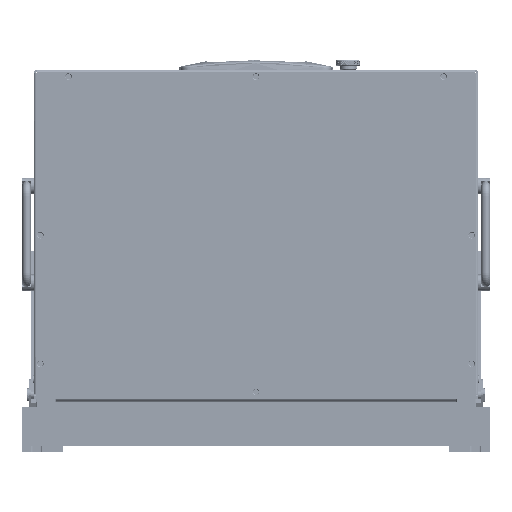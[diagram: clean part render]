
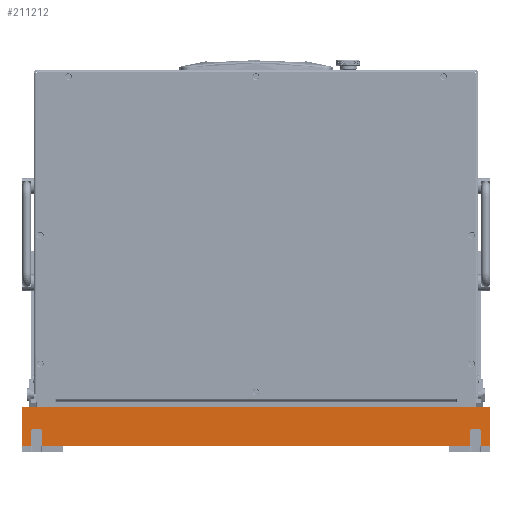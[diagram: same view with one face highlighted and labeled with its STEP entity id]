
A CAD part, front view. The second image highlights one B-rep face of the part: STEP entity #211212.
In plain terms, the highlighted planar face has unit normal (0, -1, 0).
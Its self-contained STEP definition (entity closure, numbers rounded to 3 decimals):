
#1282 = CARTESIAN_POINT ( 'NONE',  ( 230., -4., 5. ) ) ;
#3158 = EDGE_CURVE ( 'NONE', #143727, #21521, #130581, .T. ) ;
#5492 = AXIS2_PLACEMENT_3D ( 'NONE', #126943, #17407, #69694 ) ;
#7786 = CARTESIAN_POINT ( 'NONE',  ( -221., -4., 20. ) ) ;
#8432 = CARTESIAN_POINT ( 'NONE',  ( 221., -4., 20. ) ) ;
#12637 = ORIENTED_EDGE ( 'NONE', *, *, #84982, .T. ) ;
#15105 = ORIENTED_EDGE ( 'NONE', *, *, #79069, .T. ) ;
#15294 = ORIENTED_EDGE ( 'NONE', *, *, #135864, .F. ) ;
#15733 = LINE ( 'NONE', #50658, #105369 ) ;
#17407 = DIRECTION ( 'NONE',  ( 0., 1., 0. ) ) ;
#17641 = AXIS2_PLACEMENT_3D ( 'NONE', #106742, #224668, #91716 ) ;
#18577 = EDGE_CURVE ( 'NONE', #242169, #166640, #133230, .T. ) ;
#21521 = VERTEX_POINT ( 'NONE', #209774 ) ;
#21935 = CARTESIAN_POINT ( 'NONE',  ( 224., -4., 5. ) ) ;
#24397 = DIRECTION ( 'NONE',  ( 0., 0., 1. ) ) ;
#25918 = EDGE_CURVE ( 'NONE', #55159, #26223, #15733, .T. ) ;
#26223 = VERTEX_POINT ( 'NONE', #189377 ) ;
#28425 = ORIENTED_EDGE ( 'NONE', *, *, #25918, .T. ) ;
#29248 = LINE ( 'NONE', #86411, #30606 ) ;
#30212 = VECTOR ( 'NONE', #237001, 1000. ) ;
#30606 = VECTOR ( 'NONE', #162293, 1000. ) ;
#31455 = VECTOR ( 'NONE', #47598, 1000. ) ;
#38293 = CARTESIAN_POINT ( 'NONE',  ( 221., -4., 20. ) ) ;
#38997 = PLANE ( 'NONE',  #214703 ) ;
#41011 = CIRCLE ( 'NONE', #195825, 3. ) ;
#41891 = CARTESIAN_POINT ( 'NONE',  ( 233., -4., 20. ) ) ;
#47598 = DIRECTION ( 'NONE',  ( 0., 0., 1. ) ) ;
#50658 = CARTESIAN_POINT ( 'NONE',  ( -233., -4., 20. ) ) ;
#51878 = ORIENTED_EDGE ( 'NONE', *, *, #18577, .F. ) ;
#51950 = VERTEX_POINT ( 'NONE', #176411 ) ;
#52150 = EDGE_CURVE ( 'NONE', #166640, #125341, #228318, .T. ) ;
#52240 = LINE ( 'NONE', #185187, #228348 ) ;
#55159 = VERTEX_POINT ( 'NONE', #105758 ) ;
#61464 = EDGE_CURVE ( 'NONE', #51950, #67425, #29248, .T. ) ;
#63189 = VERTEX_POINT ( 'NONE', #198028 ) ;
#64228 = CARTESIAN_POINT ( 'NONE',  ( -230., -4., 2. ) ) ;
#67115 = VECTOR ( 'NONE', #101707, 1000. ) ;
#67157 = EDGE_CURVE ( 'NONE', #74388, #80795, #195453, .T. ) ;
#67425 = VERTEX_POINT ( 'NONE', #116941 ) ;
#69694 = DIRECTION ( 'NONE',  ( 0., 0., -1. ) ) ;
#70886 = DIRECTION ( 'NONE',  ( 0., 0., -1. ) ) ;
#70901 = ORIENTED_EDGE ( 'NONE', *, *, #134920, .T. ) ;
#74388 = VERTEX_POINT ( 'NONE', #102858 ) ;
#74691 = VERTEX_POINT ( 'NONE', #103782 ) ;
#76401 = VERTEX_POINT ( 'NONE', #106999 ) ;
#76669 = CARTESIAN_POINT ( 'NONE',  ( 242., -4., 20. ) ) ;
#77462 = FACE_OUTER_BOUND ( 'NONE', #116991, .T. ) ;
#79069 = EDGE_CURVE ( 'NONE', #142475, #171163, #142710, .T. ) ;
#80795 = VERTEX_POINT ( 'NONE', #145548 ) ;
#84982 = EDGE_CURVE ( 'NONE', #242169, #74691, #210853, .T. ) ;
#86411 = CARTESIAN_POINT ( 'NONE',  ( 230., -4., 2. ) ) ;
#91716 = DIRECTION ( 'NONE',  ( 0., 0., -1. ) ) ;
#93236 = EDGE_CURVE ( 'NONE', #67425, #142475, #108414, .T. ) ;
#96054 = EDGE_CURVE ( 'NONE', #74691, #51950, #41011, .T. ) ;
#98567 = EDGE_CURVE ( 'NONE', #76401, #55159, #172106, .T. ) ;
#99270 = LINE ( 'NONE', #102932, #67115 ) ;
#101707 = DIRECTION ( 'NONE',  ( 1., 0., 0. ) ) ;
#102858 = CARTESIAN_POINT ( 'NONE',  ( -242., -4., -20. ) ) ;
#102932 = CARTESIAN_POINT ( 'NONE',  ( -242., -4., 20. ) ) ;
#102977 = ORIENTED_EDGE ( 'NONE', *, *, #61464, .T. ) ;
#103782 = CARTESIAN_POINT ( 'NONE',  ( 233., -4., 5. ) ) ;
#105369 = VECTOR ( 'NONE', #239539, 1000. ) ;
#105758 = CARTESIAN_POINT ( 'NONE',  ( -233., -4., 5. ) ) ;
#106742 = CARTESIAN_POINT ( 'NONE',  ( -224., -4., 5. ) ) ;
#106999 = CARTESIAN_POINT ( 'NONE',  ( -230., -4., 2. ) ) ;
#108414 = CIRCLE ( 'NONE', #152072, 3. ) ;
#110993 = VECTOR ( 'NONE', #70886, 1000. ) ;
#116023 = DIRECTION ( 'NONE',  ( 0., 0., -1. ) ) ;
#116941 = CARTESIAN_POINT ( 'NONE',  ( 224., -4., 2. ) ) ;
#116991 = EDGE_LOOP ( 'NONE', ( #28425, #200083, #163196, #15294, #146422, #51878, #12637, #210525, #102977, #124135, #15105, #203086, #119123, #70901, #219349, #197345 ) ) ;
#117674 = DIRECTION ( 'NONE',  ( 0., 0., -1. ) ) ;
#119123 = ORIENTED_EDGE ( 'NONE', *, *, #3158, .T. ) ;
#124135 = ORIENTED_EDGE ( 'NONE', *, *, #93236, .T. ) ;
#124899 = CIRCLE ( 'NONE', #17641, 3. ) ;
#125341 = VERTEX_POINT ( 'NONE', #239412 ) ;
#126943 = CARTESIAN_POINT ( 'NONE',  ( -230., -4., 5. ) ) ;
#130581 = LINE ( 'NONE', #244870, #110993 ) ;
#133230 = LINE ( 'NONE', #228870, #195428 ) ;
#134311 = DIRECTION ( 'NONE',  ( 0., 1., 0. ) ) ;
#134707 = DIRECTION ( 'NONE',  ( 0., -1., 0. ) ) ;
#134920 = EDGE_CURVE ( 'NONE', #21521, #63189, #124899, .T. ) ;
#135864 = EDGE_CURVE ( 'NONE', #125341, #74388, #162038, .T. ) ;
#136312 = DIRECTION ( 'NONE',  ( 0., 1., 0. ) ) ;
#140807 = CARTESIAN_POINT ( 'NONE',  ( 233., -4., 20. ) ) ;
#142475 = VERTEX_POINT ( 'NONE', #197343 ) ;
#142710 = LINE ( 'NONE', #8432, #203979 ) ;
#143727 = VERTEX_POINT ( 'NONE', #7786 ) ;
#144340 = EDGE_CURVE ( 'NONE', #80795, #26223, #99270, .T. ) ;
#145548 = CARTESIAN_POINT ( 'NONE',  ( -242., -4., 20. ) ) ;
#146422 = ORIENTED_EDGE ( 'NONE', *, *, #52150, .F. ) ;
#148850 = VECTOR ( 'NONE', #200423, 1000. ) ;
#152072 = AXIS2_PLACEMENT_3D ( 'NONE', #21935, #136312, #24397 ) ;
#152576 = DIRECTION ( 'NONE',  ( 0., 0., -1. ) ) ;
#152986 = CARTESIAN_POINT ( 'NONE',  ( 242., -4., 20. ) ) ;
#156334 = EDGE_CURVE ( 'NONE', #143727, #171163, #52240, .T. ) ;
#158295 = CARTESIAN_POINT ( 'NONE',  ( -242., -4., 20. ) ) ;
#162038 = LINE ( 'NONE', #240229, #148850 ) ;
#162293 = DIRECTION ( 'NONE',  ( -1., 0., 0. ) ) ;
#163196 = ORIENTED_EDGE ( 'NONE', *, *, #67157, .F. ) ;
#166640 = VERTEX_POINT ( 'NONE', #152986 ) ;
#171163 = VERTEX_POINT ( 'NONE', #38293 ) ;
#172106 = CIRCLE ( 'NONE', #5492, 3. ) ;
#172652 = VECTOR ( 'NONE', #152576, 1000. ) ;
#174985 = EDGE_CURVE ( 'NONE', #63189, #76401, #233311, .T. ) ;
#176411 = CARTESIAN_POINT ( 'NONE',  ( 230., -4., 2. ) ) ;
#177574 = VECTOR ( 'NONE', #117674, 1000. ) ;
#185187 = CARTESIAN_POINT ( 'NONE',  ( -242., -4., 20. ) ) ;
#189377 = CARTESIAN_POINT ( 'NONE',  ( -233., -4., 20. ) ) ;
#195428 = VECTOR ( 'NONE', #208960, 1000. ) ;
#195453 = LINE ( 'NONE', #158295, #31455 ) ;
#195825 = AXIS2_PLACEMENT_3D ( 'NONE', #1282, #134311, #214930 ) ;
#197343 = CARTESIAN_POINT ( 'NONE',  ( 221., -4., 5. ) ) ;
#197345 = ORIENTED_EDGE ( 'NONE', *, *, #98567, .T. ) ;
#198028 = CARTESIAN_POINT ( 'NONE',  ( -224., -4., 2. ) ) ;
#200083 = ORIENTED_EDGE ( 'NONE', *, *, #144340, .F. ) ;
#200423 = DIRECTION ( 'NONE',  ( -1., 0., 0. ) ) ;
#203086 = ORIENTED_EDGE ( 'NONE', *, *, #156334, .F. ) ;
#203979 = VECTOR ( 'NONE', #219660, 1000. ) ;
#208960 = DIRECTION ( 'NONE',  ( 1., 0., 0. ) ) ;
#209774 = CARTESIAN_POINT ( 'NONE',  ( -221., -4., 5. ) ) ;
#210525 = ORIENTED_EDGE ( 'NONE', *, *, #96054, .T. ) ;
#210853 = LINE ( 'NONE', #41891, #177574 ) ;
#211212 = ADVANCED_FACE ( 'NONE', ( #77462 ), #38997, .T. ) ;
#214703 = AXIS2_PLACEMENT_3D ( 'NONE', #229128, #134707, #116023 ) ;
#214930 = DIRECTION ( 'NONE',  ( 0., 0., 1. ) ) ;
#219349 = ORIENTED_EDGE ( 'NONE', *, *, #174985, .T. ) ;
#219660 = DIRECTION ( 'NONE',  ( 0., 0., 1. ) ) ;
#224668 = DIRECTION ( 'NONE',  ( 0., 1., 0. ) ) ;
#228318 = LINE ( 'NONE', #76669, #172652 ) ;
#228348 = VECTOR ( 'NONE', #242358, 1000. ) ;
#228870 = CARTESIAN_POINT ( 'NONE',  ( -242., -4., 20. ) ) ;
#229128 = CARTESIAN_POINT ( 'NONE',  ( 242., -4., -20. ) ) ;
#233311 = LINE ( 'NONE', #64228, #30212 ) ;
#237001 = DIRECTION ( 'NONE',  ( -1., 0., 0. ) ) ;
#239412 = CARTESIAN_POINT ( 'NONE',  ( 242., -4., -20. ) ) ;
#239539 = DIRECTION ( 'NONE',  ( 0., 0., 1. ) ) ;
#240229 = CARTESIAN_POINT ( 'NONE',  ( -242., -4., -20. ) ) ;
#242169 = VERTEX_POINT ( 'NONE', #140807 ) ;
#242358 = DIRECTION ( 'NONE',  ( 1., 0., 0. ) ) ;
#244870 = CARTESIAN_POINT ( 'NONE',  ( -221., -4., 20. ) ) ;
